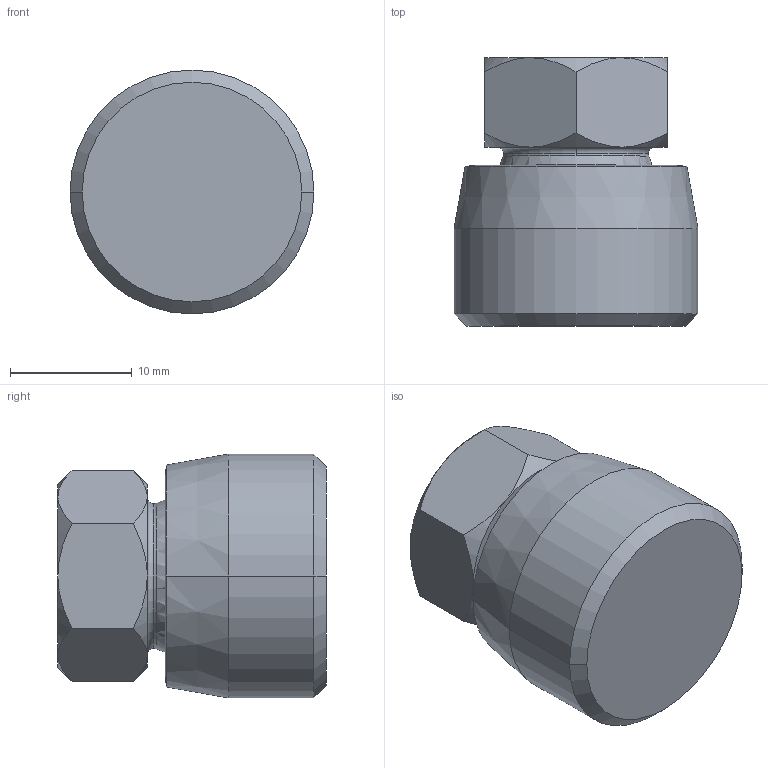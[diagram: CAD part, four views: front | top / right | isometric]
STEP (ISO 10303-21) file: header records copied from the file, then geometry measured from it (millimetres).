
FILE_DESCRIPTION( ( '' ), '1' );
FILE_NAME( 'Ball_joint_thrust_pad_GN_346_20_M10__W_0__2_14a.stp', '2012-04-10T13:00:10', ( '' ), ( '' ), ' ', ' ', ' ' );
FILE_SCHEMA( ( 'automotive_design' ) );
Length unit declared in the file: millimetre
Products named in the file (1): 1
Bounding box: 20 x 22 x 20 mm (x, y, z)
Volume: 4674 mm3; surface area: 3032.6 mm2
Topology: 1 solids, 1 shells, 46 faces, 106 edges, 59 vertices
Faces by surface type: cone 22, plane 10, cylinder 6, torus 4, sphere 4
Entity records: 2373 total; most frequent: CARTESIAN_POINT 250, DIRECTION 216, STYLED_ITEM 202, PRESENTATION_STYLE_ASSIGNMENT 202, COLOUR_RGB 202, ORIENTED_EDGE 192, AXIS2_PLACEMENT_3D 97, EDGE_CURVE 96
